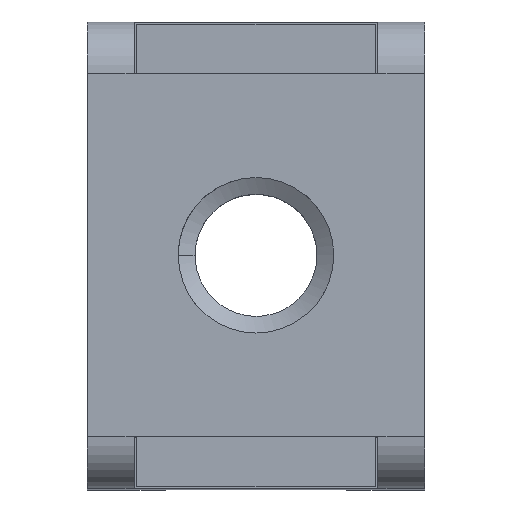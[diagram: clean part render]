
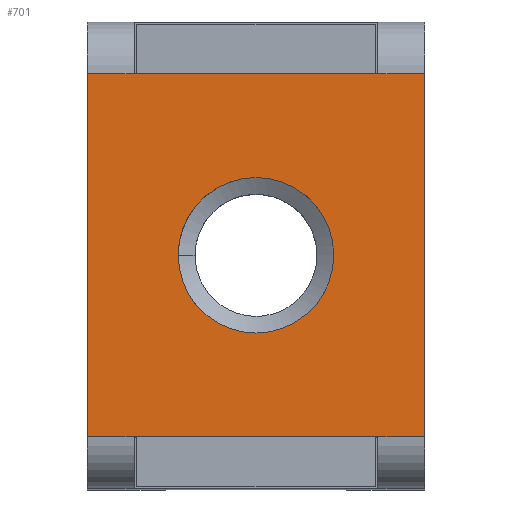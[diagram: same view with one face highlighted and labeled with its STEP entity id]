
A CAD part, top view. The second image highlights one B-rep face of the part: STEP entity #701.
In plain terms, the highlighted planar face has unit normal (0, 0, 1).
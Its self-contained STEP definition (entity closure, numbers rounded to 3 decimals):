
#224 = VERTEX_POINT('',#225);
#225 = CARTESIAN_POINT('',(-1.5,0.,1.));
#266 = EDGE_CURVE('',#224,#224,#267,.T.);
#267 = CIRCLE('',#268,1.5);
#268 = AXIS2_PLACEMENT_3D('',#269,#270,#271);
#269 = CARTESIAN_POINT('',(0.,0.,1.));
#270 = DIRECTION('',(0.,0.,1.));
#271 = DIRECTION('',(1.,0.,-0.));
#701 = ADVANCED_FACE('',(#702,#768),#771,.F.);
#702 = FACE_BOUND('',#703,.T.);
#703 = EDGE_LOOP('',(#704,#714,#722,#730,#738,#746,#754,#762));
#704 = ORIENTED_EDGE('',*,*,#705,.T.);
#705 = EDGE_CURVE('',#706,#708,#710,.T.);
#706 = VERTEX_POINT('',#707);
#707 = CARTESIAN_POINT('',(-3.25,3.5,1.));
#708 = VERTEX_POINT('',#709);
#709 = CARTESIAN_POINT('',(-3.25,-3.5,1.));
#710 = LINE('',#711,#712);
#711 = CARTESIAN_POINT('',(-3.25,-4.5,1.));
#712 = VECTOR('',#713,1.);
#713 = DIRECTION('',(0.,-1.,0.));
#714 = ORIENTED_EDGE('',*,*,#715,.T.);
#715 = EDGE_CURVE('',#708,#716,#718,.T.);
#716 = VERTEX_POINT('',#717);
#717 = CARTESIAN_POINT('',(-2.35,-3.5,1.));
#718 = LINE('',#719,#720);
#719 = CARTESIAN_POINT('',(0.,-3.5,1.));
#720 = VECTOR('',#721,1.);
#721 = DIRECTION('',(1.,0.,0.));
#722 = ORIENTED_EDGE('',*,*,#723,.T.);
#723 = EDGE_CURVE('',#716,#724,#726,.T.);
#724 = VERTEX_POINT('',#725);
#725 = CARTESIAN_POINT('',(2.35,-3.5,1.));
#726 = LINE('',#727,#728);
#727 = CARTESIAN_POINT('',(0.,-3.5,1.));
#728 = VECTOR('',#729,1.);
#729 = DIRECTION('',(1.,0.,0.));
#730 = ORIENTED_EDGE('',*,*,#731,.T.);
#731 = EDGE_CURVE('',#724,#732,#734,.T.);
#732 = VERTEX_POINT('',#733);
#733 = CARTESIAN_POINT('',(3.25,-3.5,1.));
#734 = LINE('',#735,#736);
#735 = CARTESIAN_POINT('',(0.,-3.5,1.));
#736 = VECTOR('',#737,1.);
#737 = DIRECTION('',(1.,0.,0.));
#738 = ORIENTED_EDGE('',*,*,#739,.T.);
#739 = EDGE_CURVE('',#732,#740,#742,.T.);
#740 = VERTEX_POINT('',#741);
#741 = CARTESIAN_POINT('',(3.25,3.5,1.));
#742 = LINE('',#743,#744);
#743 = CARTESIAN_POINT('',(3.25,-4.5,1.));
#744 = VECTOR('',#745,1.);
#745 = DIRECTION('',(0.,1.,0.));
#746 = ORIENTED_EDGE('',*,*,#747,.T.);
#747 = EDGE_CURVE('',#740,#748,#750,.T.);
#748 = VERTEX_POINT('',#749);
#749 = CARTESIAN_POINT('',(2.35,3.5,1.));
#750 = LINE('',#751,#752);
#751 = CARTESIAN_POINT('',(0.,3.5,1.));
#752 = VECTOR('',#753,1.);
#753 = DIRECTION('',(-1.,0.,0.));
#754 = ORIENTED_EDGE('',*,*,#755,.T.);
#755 = EDGE_CURVE('',#748,#756,#758,.T.);
#756 = VERTEX_POINT('',#757);
#757 = CARTESIAN_POINT('',(-2.35,3.5,1.));
#758 = LINE('',#759,#760);
#759 = CARTESIAN_POINT('',(0.,3.5,1.));
#760 = VECTOR('',#761,1.);
#761 = DIRECTION('',(-1.,0.,0.));
#762 = ORIENTED_EDGE('',*,*,#763,.T.);
#763 = EDGE_CURVE('',#756,#706,#764,.T.);
#764 = LINE('',#765,#766);
#765 = CARTESIAN_POINT('',(0.,3.5,1.));
#766 = VECTOR('',#767,1.);
#767 = DIRECTION('',(-1.,0.,0.));
#768 = FACE_BOUND('',#769,.T.);
#769 = EDGE_LOOP('',(#770));
#770 = ORIENTED_EDGE('',*,*,#266,.F.);
#771 = PLANE('',#772);
#772 = AXIS2_PLACEMENT_3D('',#773,#774,#775);
#773 = CARTESIAN_POINT('',(0.,0.,1.));
#774 = DIRECTION('',(0.,0.,-1.));
#775 = DIRECTION('',(-1.,0.,0.));
